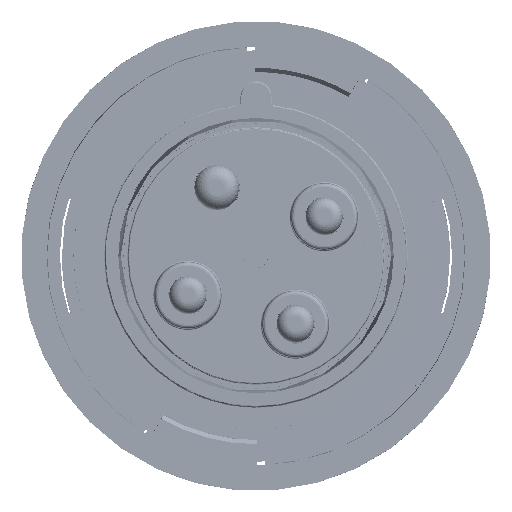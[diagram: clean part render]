
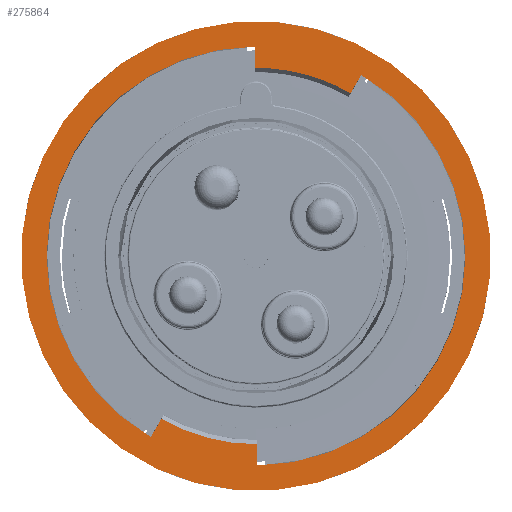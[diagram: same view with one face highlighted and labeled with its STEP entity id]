
A CAD part, top view. The second image highlights one B-rep face of the part: STEP entity #275864.
In plain terms, the highlighted planar face has unit normal (0, 0, 1).
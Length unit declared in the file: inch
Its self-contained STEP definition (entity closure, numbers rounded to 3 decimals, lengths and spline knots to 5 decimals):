
#509 = CARTESIAN_POINT ( 'NONE',  ( 0.51733, 1.93071, -0.31243 ) ) ;
#3932 = EDGE_CURVE ( 'NONE', #111830, #216439, #501420, .T. ) ;
#6429 = DIRECTION ( 'NONE',  ( 0., 0., -1. ) ) ;
#8811 = AXIS2_PLACEMENT_3D ( 'NONE', #99162, #278246, #101970 ) ;
#10623 = CIRCLE ( 'NONE', #328511, 1.99882 ) ;
#13548 = EDGE_CURVE ( 'NONE', #491123, #102323, #197874, .T. ) ;
#40842 = CARTESIAN_POINT ( 'NONE',  ( 0., 0., -0.31243 ) ) ;
#43982 = CARTESIAN_POINT ( 'NONE',  ( 1.11748, 1.92407, -0.31243 ) ) ;
#55851 = ORIENTED_EDGE ( 'NONE', *, *, #411154, .T. ) ;
#65358 = ORIENTED_EDGE ( 'NONE', *, *, #201240, .F. ) ;
#67805 = PLANE ( 'NONE',  #379389 ) ;
#69517 = VERTEX_POINT ( 'NONE', #320522 ) ;
#72097 = DIRECTION ( 'NONE',  ( -0.5, -0.866, 0. ) ) ;
#79090 = AXIS2_PLACEMENT_3D ( 'NONE', #428108, #339988, #246287 ) ;
#82515 = AXIS2_PLACEMENT_3D ( 'NONE', #459590, #297474, #558969 ) ;
#89983 = EDGE_CURVE ( 'NONE', #69517, #472339, #227793, .T. ) ;
#99162 = CARTESIAN_POINT ( 'NONE',  ( 0., 0., -0.31243 ) ) ;
#100627 = ORIENTED_EDGE ( 'NONE', *, *, #89983, .F. ) ;
#101970 = DIRECTION ( 'NONE',  ( 0.966, -0.259, 0. ) ) ;
#102029 = CARTESIAN_POINT ( 'NONE',  ( 0., 0., -0.31243 ) ) ;
#102323 = VERTEX_POINT ( 'NONE', #440747 ) ;
#111830 = VERTEX_POINT ( 'NONE', #43982 ) ;
#113113 = EDGE_CURVE ( 'NONE', #396811, #111830, #451254, .T. ) ;
#113410 = ORIENTED_EDGE ( 'NONE', *, *, #185883, .T. ) ;
#113500 = ORIENTED_EDGE ( 'NONE', *, *, #355288, .T. ) ;
#133002 = EDGE_LOOP ( 'NONE', ( #55851, #151696, #113410, #170081, #268344, #113500, #200706, #65358, #282529 ) ) ;
#136199 = CARTESIAN_POINT ( 'NONE',  ( -0.92575, -1.59199, -0.31243 ) ) ;
#151696 = ORIENTED_EDGE ( 'NONE', *, *, #253427, .T. ) ;
#157876 = EDGE_LOOP ( 'NONE', ( #188633, #100627 ) ) ;
#170081 = ORIENTED_EDGE ( 'NONE', *, *, #3932, .F. ) ;
#178909 = DIRECTION ( 'NONE',  ( 0., 0., 1. ) ) ;
#185883 = EDGE_CURVE ( 'NONE', #443610, #216439, #195642, .T. ) ;
#188373 = AXIS2_PLACEMENT_3D ( 'NONE', #356130, #6429, #387632 ) ;
#188633 = ORIENTED_EDGE ( 'NONE', *, *, #476309, .F. ) ;
#190048 = CARTESIAN_POINT ( 'NONE',  ( -0.00674, -3.18971, -0.31243 ) ) ;
#191084 = CARTESIAN_POINT ( 'NONE',  ( -0.64583, -2.41029, -0.31243 ) ) ;
#195642 = CIRCLE ( 'NONE', #540645, 1.99882 ) ;
#197315 = CIRCLE ( 'NONE', #188373, 2.49531 ) ;
#197874 = CIRCLE ( 'NONE', #252371, 2.22504 ) ;
#200706 = ORIENTED_EDGE ( 'NONE', *, *, #206555, .T. ) ;
#201240 = EDGE_CURVE ( 'NONE', #102323, #561781, #318094, .T. ) ;
#206555 = EDGE_CURVE ( 'NONE', #526998, #561781, #453709, .T. ) ;
#212671 = CARTESIAN_POINT ( 'NONE',  ( 0., 0., -0.31243 ) ) ;
#216439 = VERTEX_POINT ( 'NONE', #504338 ) ;
#227793 = CIRCLE ( 'NONE', #82515, 2.49531 ) ;
#246287 = DIRECTION ( 'NONE',  ( 0.966, -0.259, 0. ) ) ;
#249576 = CARTESIAN_POINT ( 'NONE',  ( 0.00674, -3.18971, -0.31243 ) ) ;
#252371 = AXIS2_PLACEMENT_3D ( 'NONE', #102029, #178909, #491487 ) ;
#253427 = EDGE_CURVE ( 'NONE', #504919, #443610, #10623, .T. ) ;
#268344 = ORIENTED_EDGE ( 'NONE', *, *, #113113, .F. ) ;
#275864 = ADVANCED_FACE ( 'NONE', ( #329378, #457347 ), #67805, .T. ) ;
#278246 = DIRECTION ( 'NONE',  ( 0., 0., -1. ) ) ;
#282529 = ORIENTED_EDGE ( 'NONE', *, *, #13548, .F. ) ;
#295052 = DIRECTION ( 'NONE',  ( 0., 1., 0. ) ) ;
#297474 = DIRECTION ( 'NONE',  ( 0., 0., -1. ) ) ;
#313339 = VECTOR ( 'NONE', #326486, 39.37008 ) ;
#318094 = LINE ( 'NONE', #136199, #497932 ) ;
#320522 = CARTESIAN_POINT ( 'NONE',  ( 0.64583, 2.41029, -0.31243 ) ) ;
#326486 = DIRECTION ( 'NONE',  ( 0., -1., 0. ) ) ;
#328511 = AXIS2_PLACEMENT_3D ( 'NONE', #212671, #553984, #346228 ) ;
#329378 = FACE_BOUND ( 'NONE', #133002, .T. ) ;
#330015 = CARTESIAN_POINT ( 'NONE',  ( -0.00674, 2.22503, -0.31243 ) ) ;
#339988 = DIRECTION ( 'NONE',  ( 0., 0., 1. ) ) ;
#344605 = VECTOR ( 'NONE', #295052, 39.37008 ) ;
#346228 = DIRECTION ( 'NONE',  ( 0.966, -0.259, 0. ) ) ;
#355288 = EDGE_CURVE ( 'NONE', #396811, #526998, #383102, .T. ) ;
#356130 = CARTESIAN_POINT ( 'NONE',  ( 0., 0., -0.31243 ) ) ;
#367877 = CARTESIAN_POINT ( 'NONE',  ( -0.91583, -1.59772, -0.31243 ) ) ;
#379389 = AXIS2_PLACEMENT_3D ( 'NONE', #508344, #545453, #417494 ) ;
#383102 = LINE ( 'NONE', #249576, #344605 ) ;
#387632 = DIRECTION ( 'NONE',  ( 0.966, -0.259, 0. ) ) ;
#390542 = DIRECTION ( 'NONE',  ( 0.966, -0.259, 0. ) ) ;
#396811 = VERTEX_POINT ( 'NONE', #434781 ) ;
#411154 = EDGE_CURVE ( 'NONE', #491123, #504919, #491448, .T. ) ;
#417494 = DIRECTION ( 'NONE',  ( 0.259, 0.966, 0. ) ) ;
#428108 = CARTESIAN_POINT ( 'NONE',  ( 0., 0., -0.31243 ) ) ;
#430291 = CARTESIAN_POINT ( 'NONE',  ( -0.00674, 1.99881, -0.31243 ) ) ;
#433602 = CARTESIAN_POINT ( 'NONE',  ( -1.00437, -1.72816, -0.31243 ) ) ;
#434781 = CARTESIAN_POINT ( 'NONE',  ( 0.00674, -2.22503, -0.31243 ) ) ;
#440747 = CARTESIAN_POINT ( 'NONE',  ( -1.11748, -1.92407, -0.31243 ) ) ;
#441590 = DIRECTION ( 'NONE',  ( 0., 0., -1. ) ) ;
#443610 = VERTEX_POINT ( 'NONE', #509 ) ;
#451254 = CIRCLE ( 'NONE', #79090, 2.22504 ) ;
#453709 = CIRCLE ( 'NONE', #8811, 1.99882 ) ;
#457347 = FACE_OUTER_BOUND ( 'NONE', #157876, .T. ) ;
#459590 = CARTESIAN_POINT ( 'NONE',  ( 0., 0., -0.31243 ) ) ;
#472339 = VERTEX_POINT ( 'NONE', #191084 ) ;
#476309 = EDGE_CURVE ( 'NONE', #472339, #69517, #197315, .T. ) ;
#491123 = VERTEX_POINT ( 'NONE', #330015 ) ;
#491448 = LINE ( 'NONE', #190048, #313339 ) ;
#491487 = DIRECTION ( 'NONE',  ( 0.966, -0.259, 0. ) ) ;
#492550 = CARTESIAN_POINT ( 'NONE',  ( 0.00674, -1.99881, -0.31243 ) ) ;
#497932 = VECTOR ( 'NONE', #531323, 39.37008 ) ;
#501420 = LINE ( 'NONE', #367877, #551214 ) ;
#504338 = CARTESIAN_POINT ( 'NONE',  ( 1.00437, 1.72816, -0.31243 ) ) ;
#504919 = VERTEX_POINT ( 'NONE', #430291 ) ;
#508344 = CARTESIAN_POINT ( 'NONE',  ( 1.84158, -3.18971, -0.31243 ) ) ;
#526998 = VERTEX_POINT ( 'NONE', #492550 ) ;
#531323 = DIRECTION ( 'NONE',  ( 0.5, 0.866, 0. ) ) ;
#540645 = AXIS2_PLACEMENT_3D ( 'NONE', #40842, #441590, #390542 ) ;
#545453 = DIRECTION ( 'NONE',  ( 0., 0., 1. ) ) ;
#551214 = VECTOR ( 'NONE', #72097, 39.37008 ) ;
#553984 = DIRECTION ( 'NONE',  ( 0., 0., -1. ) ) ;
#558969 = DIRECTION ( 'NONE',  ( 0.966, -0.259, 0. ) ) ;
#561781 = VERTEX_POINT ( 'NONE', #433602 ) ;
